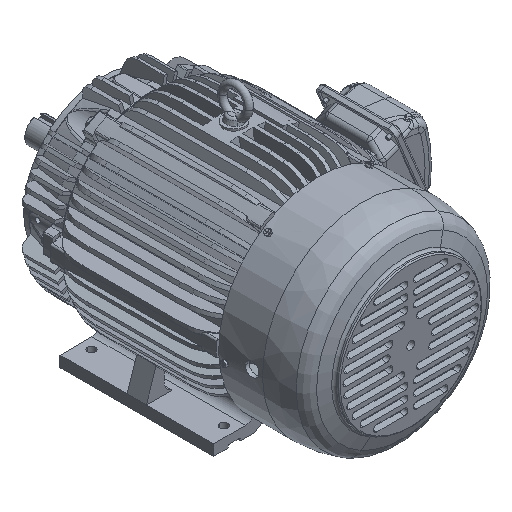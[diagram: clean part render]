
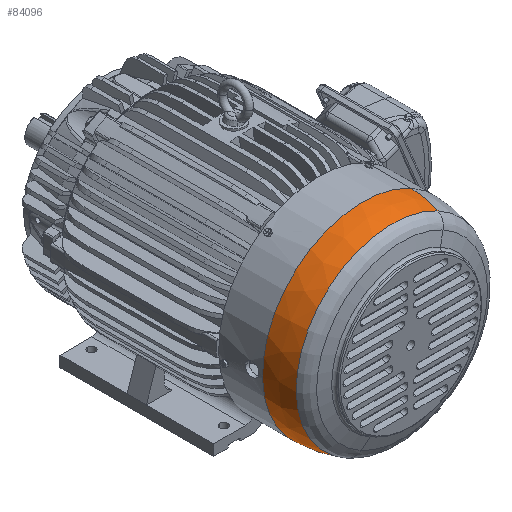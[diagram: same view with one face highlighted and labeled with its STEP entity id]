
A CAD part, isometric view. The second image highlights one B-rep face of the part: STEP entity #84096.
In plain terms, the highlighted spherical face has radius 182.75 mm.
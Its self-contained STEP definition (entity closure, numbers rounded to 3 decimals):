
#84009=CARTESIAN_POINT('Axis2P3D Location',(0.,-288.018,0.)) ;
#84013=CARTESIAN_POINT('Vertex',(-83.774,-288.018,-153.347)) ;
#84015=CARTESIAN_POINT('Vertex',(83.774,-288.018,153.347)) ;
#84066=CARTESIAN_POINT('Axis2P3D Location',(0.,-234.5,0.)) ;
#84071=CARTESIAN_POINT('Axis2P3D Location',(0.,-234.5,0.)) ;
#84075=CARTESIAN_POINT('Vertex',(-87.615,-234.5,-160.378)) ;
#84077=CARTESIAN_POINT('Vertex',(87.615,-234.5,160.378)) ;
#84080=CARTESIAN_POINT('Axis2P3D Location',(0.,-234.5,0.)) ;
#84085=CARTESIAN_POINT('Axis2P3D Location',(0.,-234.5,0.)) ;
#84010=DIRECTION('Axis2P3D Direction',(0.,1.,0.)) ;
#84067=DIRECTION('Axis2P3D Direction',(0.,1.,0.)) ;
#84068=DIRECTION('Axis2P3D XDirection',(0.479,0.,0.878)) ;
#84072=DIRECTION('Axis2P3D Direction',(0.,1.,0.)) ;
#84081=DIRECTION('Axis2P3D Direction',(0.878,0.,-0.479)) ;
#84086=DIRECTION('Axis2P3D Direction',(-0.878,0.,0.479)) ;
#84011=AXIS2_PLACEMENT_3D('Circle Axis2P3D',#84009,#84010,$) ;
#84069=AXIS2_PLACEMENT_3D('Sphere Axis2P3D',#84066,#84067,#84068) ;
#84073=AXIS2_PLACEMENT_3D('Circle Axis2P3D',#84071,#84072,$) ;
#84082=AXIS2_PLACEMENT_3D('Circle Axis2P3D',#84080,#84081,$) ;
#84087=AXIS2_PLACEMENT_3D('Circle Axis2P3D',#84085,#84086,$) ;
#84091=ORIENTED_EDGE('',*,*,#84079,.F.) ;
#84092=ORIENTED_EDGE('',*,*,#84084,.T.) ;
#84093=ORIENTED_EDGE('',*,*,#84017,.T.) ;
#84094=ORIENTED_EDGE('',*,*,#84089,.F.) ;
#84096=ADVANCED_FACE('31407C366.1',(#84095),#84070,.T.) ;
#84012=CIRCLE('generated circle',#84011,174.738) ;
#84074=CIRCLE('generated circle',#84073,182.75) ;
#84083=CIRCLE('generated circle',#84082,182.75) ;
#84088=CIRCLE('generated circle',#84087,182.75) ;
#84017=EDGE_CURVE('',#84014,#84016,#84012,.T.) ;
#84079=EDGE_CURVE('',#84076,#84078,#84074,.T.) ;
#84084=EDGE_CURVE('',#84076,#84014,#84083,.F.) ;
#84089=EDGE_CURVE('',#84078,#84016,#84088,.F.) ;
#84090=EDGE_LOOP('',(#84091,#84092,#84093,#84094)) ;
#84095=FACE_OUTER_BOUND('',#84090,.T.) ;
#84070=SPHERICAL_SURFACE('',#84069,182.75) ;
#84014=VERTEX_POINT('',#84013) ;
#84016=VERTEX_POINT('',#84015) ;
#84076=VERTEX_POINT('',#84075) ;
#84078=VERTEX_POINT('',#84077) ;
